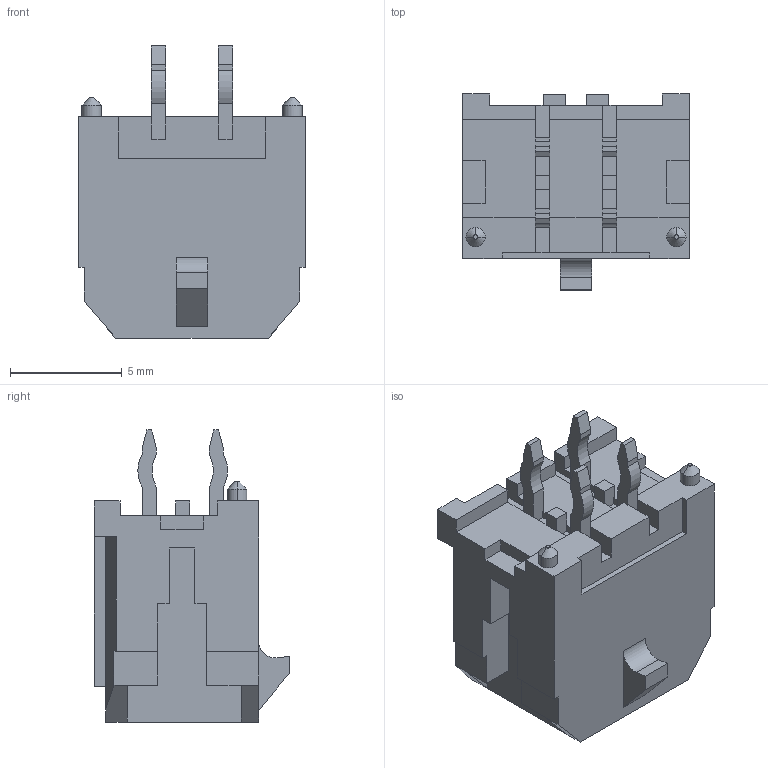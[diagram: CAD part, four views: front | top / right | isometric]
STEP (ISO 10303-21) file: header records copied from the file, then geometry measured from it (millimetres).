
FILE_DESCRIPTION (( 'STEP AP214' ), '1' );
FILE_NAME ('reoriented-43045-0412.STEP', '2023-10-13T07:51:08', ( '' ), ( '' ), 'SwSTEP 2.0', 'SolidWorks 2021', '' );
FILE_SCHEMA (( 'AUTOMOTIVE_DESIGN' ));
Length unit declared in the file: millimetre
Products named in the file (1): reoriented-43045-0412
Bounding box: 10.15 x 8.77 x 13.09 mm (x, y, z)
Volume: 436.9 mm3; surface area: 897.4 mm2
Topology: 1 solids, 1 shells, 235 faces, 646 edges, 426 vertices
Faces by surface type: plane 216, cylinder 13, cone 6
Entity records: 7356 total; most frequent: CARTESIAN_POINT 1308, ORIENTED_EDGE 1292, DIRECTION 1152, EDGE_CURVE 646, VECTOR 612, LINE 612, VERTEX_POINT 426, AXIS2_PLACEMENT_3D 270
